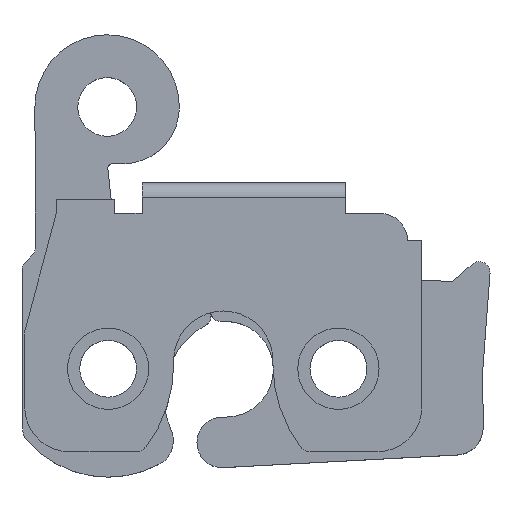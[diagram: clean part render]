
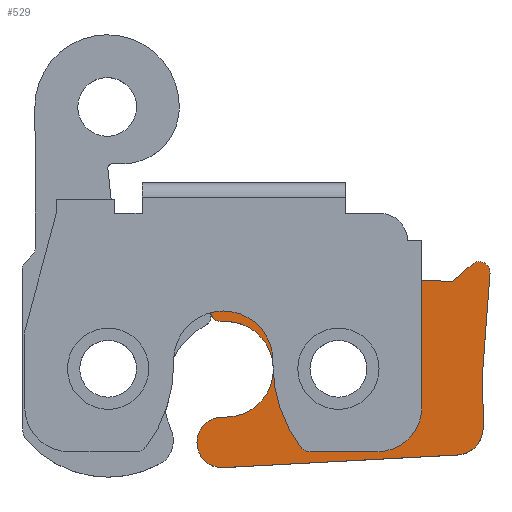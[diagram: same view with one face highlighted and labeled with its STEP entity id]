
A CAD part, top view. The second image highlights one B-rep face of the part: STEP entity #529.
In plain terms, the highlighted planar face has unit normal (0, 0, 1).
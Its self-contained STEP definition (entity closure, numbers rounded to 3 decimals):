
#481 = VERTEX_POINT ( 'NONE', #1905 ) ;
#484 = VERTEX_POINT ( 'NONE', #1904 ) ;
#485 = VERTEX_POINT ( 'NONE', #1903 ) ;
#486 = ORIENTED_EDGE ( 'NONE', *, *, #487, .T. ) ;
#487 = EDGE_CURVE ( 'NONE', #485, #488, #1902, .T. ) ;
#488 = VERTEX_POINT ( 'NONE', #1897 ) ;
#529 = ADVANCED_FACE ( 'NONE', ( #2012, #2011 ), #2010, .T. ) ;
#530 = EDGE_LOOP ( 'NONE', ( #531, #486, #558, #561, #651, #564, #637, #624, #598, #591, #623, #580, #655, #577 ) ) ;
#531 = ORIENTED_EDGE ( 'NONE', *, *, #532, .T. ) ;
#532 = EDGE_CURVE ( 'NONE', #484, #485, #2005, .T. ) ;
#545 = EDGE_CURVE ( 'NONE', #547, #548, #1987, .T. ) ;
#547 = VERTEX_POINT ( 'NONE', #2041 ) ;
#548 = VERTEX_POINT ( 'NONE', #2040 ) ;
#558 = ORIENTED_EDGE ( 'NONE', *, *, #559, .T. ) ;
#559 = EDGE_CURVE ( 'NONE', #488, #560, #2034, .T. ) ;
#560 = VERTEX_POINT ( 'NONE', #2030 ) ;
#561 = ORIENTED_EDGE ( 'NONE', *, *, #562, .T. ) ;
#562 = EDGE_CURVE ( 'NONE', #560, #481, #2029, .T. ) ;
#563 = VERTEX_POINT ( 'NONE', #2025 ) ;
#564 = ORIENTED_EDGE ( 'NONE', *, *, #654, .T. ) ;
#565 = EDGE_CURVE ( 'NONE', #597, #599, #2024, .T. ) ;
#573 = ORIENTED_EDGE ( 'NONE', *, *, #545, .F. ) ;
#574 = ORIENTED_EDGE ( 'NONE', *, *, #594, .F. ) ;
#576 = EDGE_CURVE ( 'NONE', #627, #563, #2068, .T. ) ;
#577 = ORIENTED_EDGE ( 'NONE', *, *, #588, .T. ) ;
#578 = EDGE_CURVE ( 'NONE', #593, #579, #2064, .T. ) ;
#579 = VERTEX_POINT ( 'NONE', #2060 ) ;
#580 = ORIENTED_EDGE ( 'NONE', *, *, #626, .T. ) ;
#588 = EDGE_CURVE ( 'NONE', #563, #484, #2112, .T. ) ;
#589 = EDGE_LOOP ( 'NONE', ( #573, #574 ) ) ;
#590 = EDGE_CURVE ( 'NONE', #481, #628, #2108, .T. ) ;
#591 = ORIENTED_EDGE ( 'NONE', *, *, #592, .T. ) ;
#592 = EDGE_CURVE ( 'NONE', #601, #593, #2103, .T. ) ;
#593 = VERTEX_POINT ( 'NONE', #2098 ) ;
#594 = EDGE_CURVE ( 'NONE', #548, #547, #2097, .T. ) ;
#597 = VERTEX_POINT ( 'NONE', #2084 ) ;
#598 = ORIENTED_EDGE ( 'NONE', *, *, #600, .T. ) ;
#599 = VERTEX_POINT ( 'NONE', #2083 ) ;
#600 = EDGE_CURVE ( 'NONE', #629, #601, #2081, .T. ) ;
#601 = VERTEX_POINT ( 'NONE', #2142 ) ;
#623 = ORIENTED_EDGE ( 'NONE', *, *, #578, .T. ) ;
#624 = ORIENTED_EDGE ( 'NONE', *, *, #625, .T. ) ;
#625 = EDGE_CURVE ( 'NONE', #599, #629, #2132, .T. ) ;
#626 = EDGE_CURVE ( 'NONE', #579, #627, #2127, .T. ) ;
#627 = VERTEX_POINT ( 'NONE', #2122 ) ;
#628 = VERTEX_POINT ( 'NONE', #2121 ) ;
#629 = VERTEX_POINT ( 'NONE', #2120 ) ;
#637 = ORIENTED_EDGE ( 'NONE', *, *, #565, .T. ) ;
#651 = ORIENTED_EDGE ( 'NONE', *, *, #590, .T. ) ;
#654 = EDGE_CURVE ( 'NONE', #628, #597, #2205, .T. ) ;
#655 = ORIENTED_EDGE ( 'NONE', *, *, #576, .T. ) ;
#1897 = CARTESIAN_POINT ( 'NONE',  ( -6.596, -16., 2.25 ) ) ;
#1898 = DIRECTION ( 'NONE',  ( 1., 0., 0. ) ) ;
#1899 = DIRECTION ( 'NONE',  ( 0., 0., 1. ) ) ;
#1900 = CARTESIAN_POINT ( 'NONE',  ( -6.596, -13., 2.25 ) ) ;
#1901 = AXIS2_PLACEMENT_3D ( 'NONE', #1900, #1899, #1898 ) ;
#1902 = CIRCLE ( 'NONE', #1901, 3. ) ;
#1903 = CARTESIAN_POINT ( 'NONE',  ( -9.593, -13.15, 2.25 ) ) ;
#1904 = CARTESIAN_POINT ( 'NONE',  ( -10.9, 13., 2.25 ) ) ;
#1905 = CARTESIAN_POINT ( 'NONE',  ( 10.505, -16.832, 2.25 ) ) ;
#1983 = DIRECTION ( 'NONE',  ( 1., 0., 0. ) ) ;
#1984 = DIRECTION ( 'NONE',  ( 0., 0., 1. ) ) ;
#1985 = CARTESIAN_POINT ( 'NONE',  ( 0., 0., 2.25 ) ) ;
#1986 = AXIS2_PLACEMENT_3D ( 'NONE', #1985, #1984, #1983 ) ;
#1987 = CIRCLE ( 'NONE', #1986, 5. ) ;
#2002 = DIRECTION ( 'NONE',  ( 0.05, -0.999, 0. ) ) ;
#2003 = VECTOR ( 'NONE', #2002, 1000. ) ;
#2004 = CARTESIAN_POINT ( 'NONE',  ( -9.93, -6.398, 2.25 ) ) ;
#2005 = LINE ( 'NONE', #2004, #2003 ) ;
#2006 = DIRECTION ( 'NONE',  ( 1., 0., 0. ) ) ;
#2007 = DIRECTION ( 'NONE',  ( 0., 0., 1. ) ) ;
#2008 = CARTESIAN_POINT ( 'NONE',  ( 10.6, -15.635, 2.25 ) ) ;
#2009 = AXIS2_PLACEMENT_3D ( 'NONE', #2008, #2007, #2006 ) ;
#2010 = PLANE ( 'NONE',  #2009 ) ;
#2011 = FACE_BOUND ( 'NONE', #589, .T. ) ;
#2012 = FACE_OUTER_BOUND ( 'NONE', #530, .T. ) ;
#2021 = DIRECTION ( 'NONE',  ( 0.05, 0.999, 0. ) ) ;
#2022 = VECTOR ( 'NONE', #2021, 1000. ) ;
#2023 = CARTESIAN_POINT ( 'NONE',  ( 10.917, 13.332, 2.25 ) ) ;
#2024 = LINE ( 'NONE', #2023, #2022 ) ;
#2025 = CARTESIAN_POINT ( 'NONE',  ( -5.3, 12.95, 2.25 ) ) ;
#2026 = DIRECTION ( 'NONE',  ( 0.997, -0.079, 0. ) ) ;
#2027 = VECTOR ( 'NONE', #2026, 1000. ) ;
#2028 = CARTESIAN_POINT ( 'NONE',  ( 10.505, -16.832, 2.25 ) ) ;
#2029 = LINE ( 'NONE', #2028, #2027 ) ;
#2030 = CARTESIAN_POINT ( 'NONE',  ( 0., -16., 2.25 ) ) ;
#2031 = DIRECTION ( 'NONE',  ( 1., 0., 0. ) ) ;
#2032 = VECTOR ( 'NONE', #2031, 1000. ) ;
#2033 = CARTESIAN_POINT ( 'NONE',  ( 0., -16., 2.25 ) ) ;
#2034 = LINE ( 'NONE', #2033, #2032 ) ;
#2040 = CARTESIAN_POINT ( 'NONE',  ( 5., 0., 2.25 ) ) ;
#2041 = CARTESIAN_POINT ( 'NONE',  ( -5., 0., 2.25 ) ) ;
#2047 = CARTESIAN_POINT ( 'NONE',  ( -8.101, 12.899, 2.25 ) ) ;
#2060 = CARTESIAN_POINT ( 'NONE',  ( 5.3, 12.5, 2.25 ) ) ;
#2061 = DIRECTION ( 'NONE',  ( 0., -1., 0. ) ) ;
#2062 = VECTOR ( 'NONE', #2061, 1000. ) ;
#2063 = CARTESIAN_POINT ( 'NONE',  ( 5.3, 13.075, 2.25 ) ) ;
#2064 = LINE ( 'NONE', #2063, #2062 ) ;
#2065 = DIRECTION ( 'NONE',  ( 0., 1., 0. ) ) ;
#2066 = VECTOR ( 'NONE', #2065, 1000. ) ;
#2067 = CARTESIAN_POINT ( 'NONE',  ( -5.3, 12.5, 2.25 ) ) ;
#2068 = LINE ( 'NONE', #2067, #2066 ) ;
#2078 = DIRECTION ( 'NONE',  ( -0.866, -0.5, 0. ) ) ;
#2079 = VECTOR ( 'NONE', #2078, 1000. ) ;
#2080 = CARTESIAN_POINT ( 'NONE',  ( 5.8, 13.941, 2.25 ) ) ;
#2081 = LINE ( 'NONE', #2080, #2079 ) ;
#2083 = CARTESIAN_POINT ( 'NONE',  ( 10.917, 13.332, 2.25 ) ) ;
#2084 = CARTESIAN_POINT ( 'NONE',  ( 9.618, -12.635, 2.25 ) ) ;
#2093 = DIRECTION ( 'NONE',  ( 1., 0., 0. ) ) ;
#2094 = DIRECTION ( 'NONE',  ( 0., 0., 1. ) ) ;
#2095 = CARTESIAN_POINT ( 'NONE',  ( 0., 0., 2.25 ) ) ;
#2096 = AXIS2_PLACEMENT_3D ( 'NONE', #2095, #2094, #2093 ) ;
#2097 = CIRCLE ( 'NONE', #2096, 5. ) ;
#2098 = CARTESIAN_POINT ( 'NONE',  ( 5.3, 13.075, 2.25 ) ) ;
#2099 = DIRECTION ( 'NONE',  ( 1., 0., 0. ) ) ;
#2100 = DIRECTION ( 'NONE',  ( 0., 0., 1. ) ) ;
#2101 = CARTESIAN_POINT ( 'NONE',  ( 6.3, 13.075, 2.25 ) ) ;
#2102 = AXIS2_PLACEMENT_3D ( 'NONE', #2101, #2100, #2099 ) ;
#2103 = CIRCLE ( 'NONE', #2102, 1. ) ;
#2104 = DIRECTION ( 'NONE',  ( 1., 0., 0. ) ) ;
#2105 = DIRECTION ( 'NONE',  ( 0., 0., 1. ) ) ;
#2106 = CARTESIAN_POINT ( 'NONE',  ( 10.6, -15.635, 2.25 ) ) ;
#2107 = AXIS2_PLACEMENT_3D ( 'NONE', #2106, #2105, #2104 ) ;
#2108 = CIRCLE ( 'NONE', #2107, 1.2 ) ;
#2109 = DIRECTION ( 'NONE',  ( 1., 0., 0. ) ) ;
#2110 = DIRECTION ( 'NONE',  ( 0., 0., 1. ) ) ;
#2111 = AXIS2_PLACEMENT_3D ( 'NONE', #2047, #2110, #2109 ) ;
#2112 = CIRCLE ( 'NONE', #2111, 2.801 ) ;
#2120 = CARTESIAN_POINT ( 'NONE',  ( 7.919, 15.164, 2.25 ) ) ;
#2121 = CARTESIAN_POINT ( 'NONE',  ( 11.513, -14.857, 2.25 ) ) ;
#2122 = CARTESIAN_POINT ( 'NONE',  ( -5.3, 12.5, 2.25 ) ) ;
#2123 = DIRECTION ( 'NONE',  ( 1., 0., 0. ) ) ;
#2124 = DIRECTION ( 'NONE',  ( 0., 0., -1. ) ) ;
#2125 = CARTESIAN_POINT ( 'NONE',  ( 0., 12.5, 2.25 ) ) ;
#2126 = AXIS2_PLACEMENT_3D ( 'NONE', #2125, #2124, #2123 ) ;
#2127 = CIRCLE ( 'NONE', #2126, 5.3 ) ;
#2128 = DIRECTION ( 'NONE',  ( 1., 0., 0. ) ) ;
#2129 = DIRECTION ( 'NONE',  ( 0., 0., 1. ) ) ;
#2130 = CARTESIAN_POINT ( 'NONE',  ( 8.919, 13.432, 2.25 ) ) ;
#2131 = AXIS2_PLACEMENT_3D ( 'NONE', #2130, #2129, #2128 ) ;
#2132 = CIRCLE ( 'NONE', #2131, 2. ) ;
#2142 = CARTESIAN_POINT ( 'NONE',  ( 5.8, 13.941, 2.25 ) ) ;
#2202 = DIRECTION ( 'NONE',  ( -0.649, 0.761, 0. ) ) ;
#2203 = VECTOR ( 'NONE', #2202, 1000. ) ;
#2204 = CARTESIAN_POINT ( 'NONE',  ( 11.513, -14.857, 2.25 ) ) ;
#2205 = LINE ( 'NONE', #2204, #2203 ) ;
